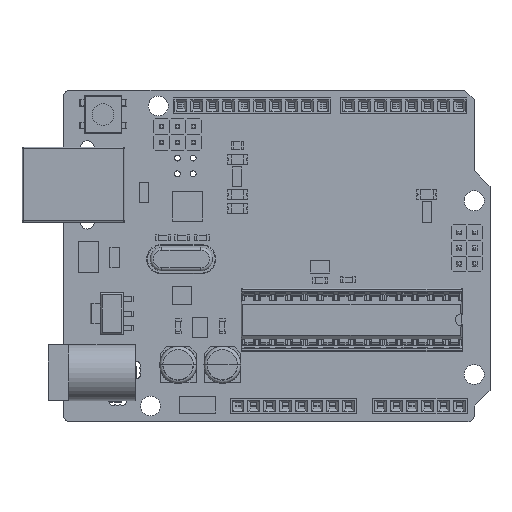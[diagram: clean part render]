
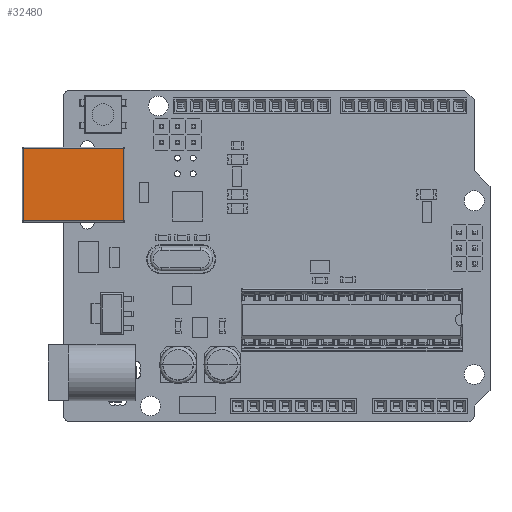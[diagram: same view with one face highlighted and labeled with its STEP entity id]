
A CAD part, top view. The second image highlights one B-rep face of the part: STEP entity #32480.
In plain terms, the highlighted face is planar.
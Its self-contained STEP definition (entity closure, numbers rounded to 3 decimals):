
#32159 = EDGE_CURVE('',#32160,#32162,#32164,.T.);
#32160 = VERTEX_POINT('',#32161);
#32161 = CARTESIAN_POINT('',(5.82,-0.2,-5.45));
#32162 = VERTEX_POINT('',#32163);
#32163 = CARTESIAN_POINT('',(-5.82,-0.2,-5.45));
#32164 = LINE('',#32165,#32166);
#32165 = CARTESIAN_POINT('',(6.02,-0.2,-5.45));
#32166 = VECTOR('',#32167,1.);
#32167 = DIRECTION('',(-1.,0.,0.));
#32480 = ADVANCED_FACE('',(#32481),#32506,.T.);
#32481 = FACE_BOUND('',#32482,.T.);
#32482 = EDGE_LOOP('',(#32483,#32491,#32492,#32500));
#32483 = ORIENTED_EDGE('',*,*,#32484,.F.);
#32484 = EDGE_CURVE('',#32162,#32485,#32487,.T.);
#32485 = VERTEX_POINT('',#32486);
#32486 = CARTESIAN_POINT('',(-5.82,-16.3,-5.45));
#32487 = LINE('',#32488,#32489);
#32488 = CARTESIAN_POINT('',(-5.82,0.,-5.45));
#32489 = VECTOR('',#32490,1.);
#32490 = DIRECTION('',(0.,-1.,0.));
#32491 = ORIENTED_EDGE('',*,*,#32159,.F.);
#32492 = ORIENTED_EDGE('',*,*,#32493,.T.);
#32493 = EDGE_CURVE('',#32160,#32494,#32496,.T.);
#32494 = VERTEX_POINT('',#32495);
#32495 = CARTESIAN_POINT('',(5.82,-16.3,-5.45));
#32496 = LINE('',#32497,#32498);
#32497 = CARTESIAN_POINT('',(5.82,0.,-5.45));
#32498 = VECTOR('',#32499,1.);
#32499 = DIRECTION('',(0.,-1.,0.));
#32500 = ORIENTED_EDGE('',*,*,#32501,.T.);
#32501 = EDGE_CURVE('',#32494,#32485,#32502,.T.);
#32502 = LINE('',#32503,#32504);
#32503 = CARTESIAN_POINT('',(6.02,-16.3,-5.45));
#32504 = VECTOR('',#32505,1.);
#32505 = DIRECTION('',(-1.,0.,0.));
#32506 = PLANE('',#32507);
#32507 = AXIS2_PLACEMENT_3D('',#32508,#32509,#32510);
#32508 = CARTESIAN_POINT('',(6.02,0.,-5.45));
#32509 = DIRECTION('',(0.,0.,-1.));
#32510 = DIRECTION('',(-1.,-0.,0.));
